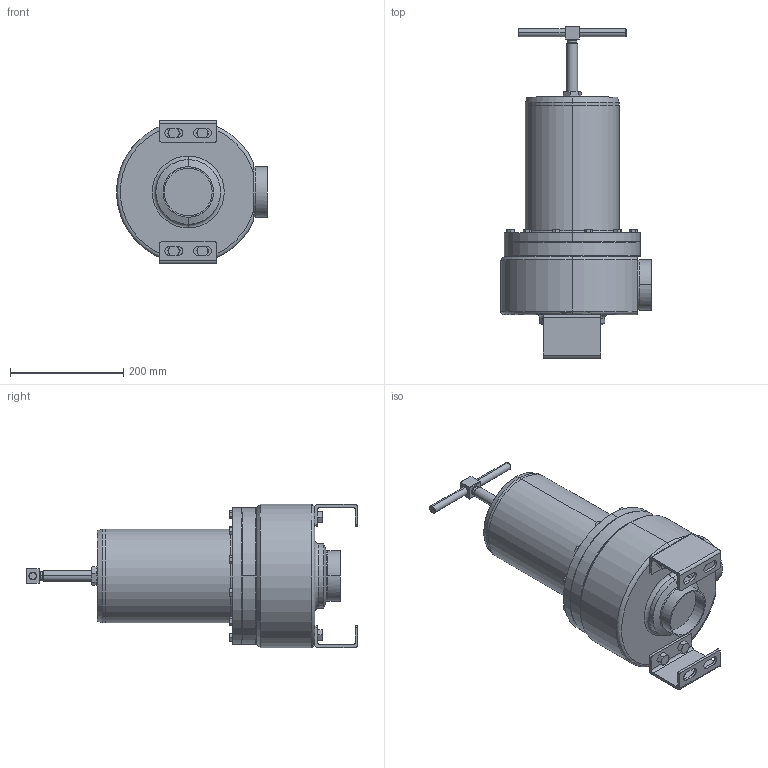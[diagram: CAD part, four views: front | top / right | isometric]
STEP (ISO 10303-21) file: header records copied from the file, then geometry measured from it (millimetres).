
FILE_DESCRIPTION (( 'STEP AP203' ), '1' );
FILE_NAME ('96ST-80.STEP', '2017-06-07T11:44:06', ( '' ), ( '' ), 'SwSTEP 2.0', 'SolidWorks 2014', '' );
FILE_SCHEMA (( 'CONFIG_CONTROL_DESIGN' ));
Length unit declared in the file: inch
Products named in the file (2): 96ST-80
Bounding box: 266.07 x 585.98 x 252.75 mm (x, y, z)
Volume: 12581464.9 mm3; surface area: 469060.7 mm2
Topology: 1 solids, 1 shells, 402 faces, 963 edges, 595 vertices
Faces by surface type: plane 173, cone 125, cylinder 93, torus 11
Entity records: 12762 total; most frequent: CARTESIAN_POINT 3418, ORIENTED_EDGE 1926, DIRECTION 1867, EDGE_CURVE 963, AXIS2_PLACEMENT_3D 730, VERTEX_POINT 595, EDGE_LOOP 466, LINE 407
